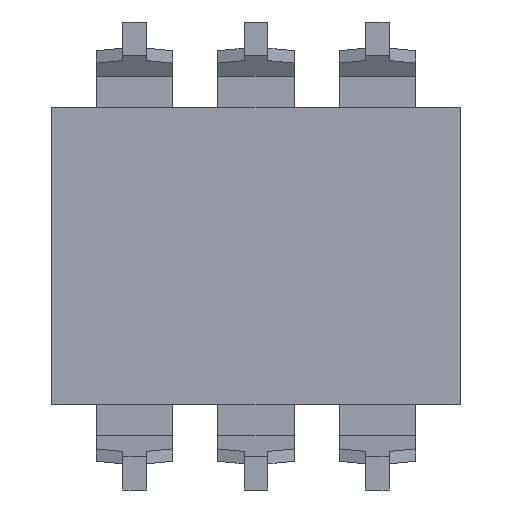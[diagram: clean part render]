
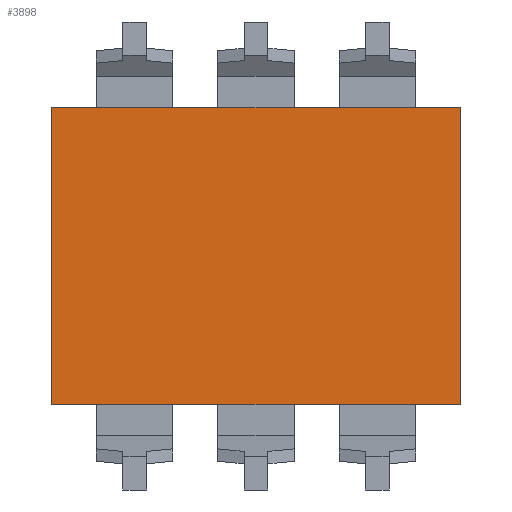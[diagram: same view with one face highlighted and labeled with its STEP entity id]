
A CAD part, front view. The second image highlights one B-rep face of the part: STEP entity #3898.
In plain terms, the highlighted planar face has unit normal (0, -1, 0).
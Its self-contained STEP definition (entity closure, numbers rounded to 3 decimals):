
#57 = EDGE_CURVE ( 'NONE', #563, #393, #816, .T. ) ;
#249 = EDGE_CURVE ( 'NONE', #3994, #1970, #1724, .T. ) ;
#393 = VERTEX_POINT ( 'NONE', #2703 ) ;
#563 = VERTEX_POINT ( 'NONE', #1354 ) ;
#796 = CARTESIAN_POINT ( 'NONE',  ( 6.82, 0.7, 3.1 ) ) ;
#816 = LINE ( 'NONE', #817, #818 ) ;
#817 = CARTESIAN_POINT ( 'NONE',  ( -1.74, 0.7, -3.1 ) ) ;
#818 = VECTOR ( 'NONE', #819, 1000. ) ;
#819 = DIRECTION ( 'NONE',  ( 0., 0., 1. ) ) ;
#1243 = ORIENTED_EDGE ( 'NONE', *, *, #57, .F. ) ;
#1354 = CARTESIAN_POINT ( 'NONE',  ( -1.74, 0.7, -3.1 ) ) ;
#1724 = LINE ( 'NONE', #1725, #1726 ) ;
#1725 = CARTESIAN_POINT ( 'NONE',  ( 6.82, 0.7, -3.1 ) ) ;
#1726 = VECTOR ( 'NONE', #1727, 1000. ) ;
#1727 = DIRECTION ( 'NONE',  ( 0., 0., -1. ) ) ;
#1970 = VERTEX_POINT ( 'NONE', #2746 ) ;
#2660 = LINE ( 'NONE', #2661, #2662 ) ;
#2661 = CARTESIAN_POINT ( 'NONE',  ( -1.74, 0.7, 3.1 ) ) ;
#2662 = VECTOR ( 'NONE', #2663, 1000. ) ;
#2663 = DIRECTION ( 'NONE',  ( 1., 0., 0. ) ) ;
#2703 = CARTESIAN_POINT ( 'NONE',  ( -1.74, 0.7, 3.1 ) ) ;
#2746 = CARTESIAN_POINT ( 'NONE',  ( 6.82, 0.7, -3.1 ) ) ;
#2909 = FACE_OUTER_BOUND ( 'NONE', #4008, .T. ) ;
#2928 = PLANE ( 'NONE',  #2929 ) ;
#2929 = AXIS2_PLACEMENT_3D ( 'NONE', #2930, #2931, #2932 ) ;
#2930 = CARTESIAN_POINT ( 'NONE',  ( -1.74, 0.7, -3.1 ) ) ;
#2931 = DIRECTION ( 'NONE',  ( 0., 1., 0. ) ) ;
#2932 = DIRECTION ( 'NONE',  ( 0., 0., 1. ) ) ;
#3259 = ORIENTED_EDGE ( 'NONE', *, *, #3462, .F. ) ;
#3462 = EDGE_CURVE ( 'NONE', #1970, #563, #3607, .T. ) ;
#3546 = ORIENTED_EDGE ( 'NONE', *, *, #249, .F. ) ;
#3607 = LINE ( 'NONE', #3608, #3609 ) ;
#3608 = CARTESIAN_POINT ( 'NONE',  ( -1.74, 0.7, -3.1 ) ) ;
#3609 = VECTOR ( 'NONE', #3610, 1000. ) ;
#3610 = DIRECTION ( 'NONE',  ( -1., 0., 0. ) ) ;
#3841 = ORIENTED_EDGE ( 'NONE', *, *, #3859, .F. ) ;
#3859 = EDGE_CURVE ( 'NONE', #393, #3994, #2660, .T. ) ;
#3898 = ADVANCED_FACE ( 'NONE', ( #2909 ), #2928, .F. ) ;
#3994 = VERTEX_POINT ( 'NONE', #796 ) ;
#4008 = EDGE_LOOP ( 'NONE', ( #1243, #3259, #3546, #3841 ) ) ;
